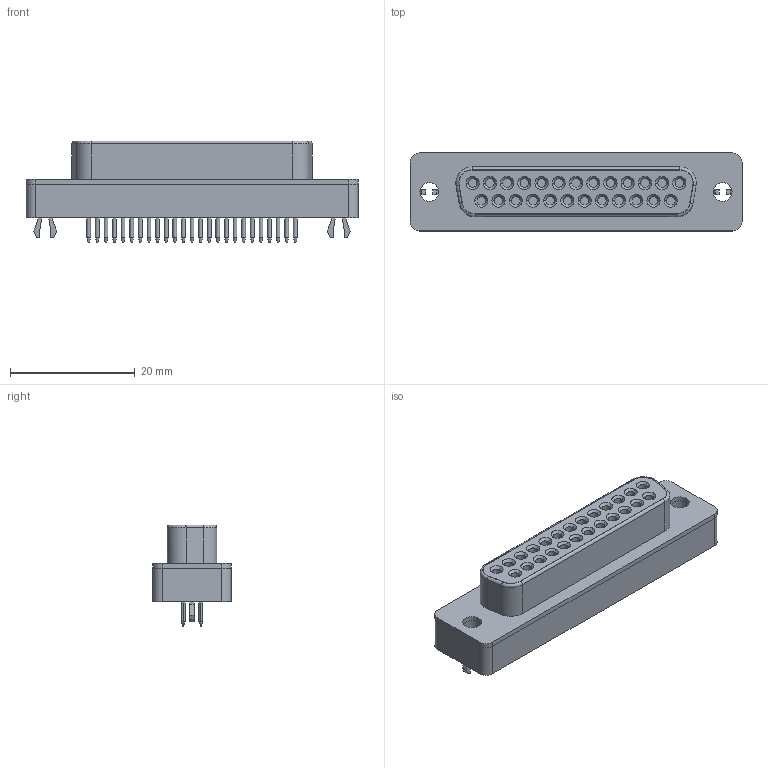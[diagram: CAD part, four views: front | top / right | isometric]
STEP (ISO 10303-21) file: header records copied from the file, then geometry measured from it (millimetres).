
FILE_DESCRIPTION((''),'2;1');
FILE_NAME('HARTING_09 66 351 6512.stp','2010-10-19T17:59:55',(''),(''),'Mechanical Desktop 2010','Mechanical Desktop 2010',', , ');
FILE_SCHEMA(('AUTOMOTIVE_DESIGN { 1 2 10303 214 1 1 1 1 }'));
Length unit declared in the file: millimetre
Products named in the file (1): Product
Bounding box: 53.2 x 12.5 x 16.33 mm (x, y, z)
Volume: 5637.4 mm3; surface area: 6469.9 mm2
Topology: 33 solids, 33 shells, 350 faces, 768 edges, 508 vertices
Faces by surface type: cylinder 128, plane 104, cone 100, bspline 18
Entity records: 10531 total; most frequent: CARTESIAN_POINT 2510, DIRECTION 1766, ORIENTED_EDGE 1488, EDGE_CURVE 744, AXIS2_PLACEMENT_3D 697, VERTEX_POINT 460, EDGE_LOOP 410, VECTOR 372
